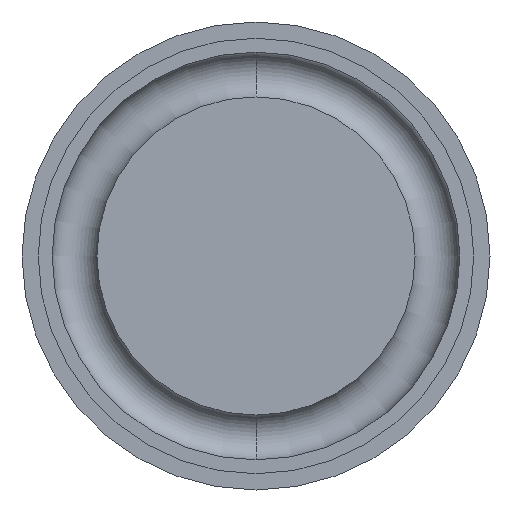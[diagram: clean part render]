
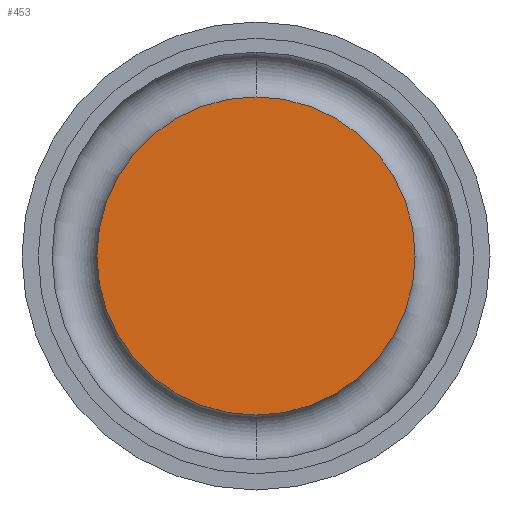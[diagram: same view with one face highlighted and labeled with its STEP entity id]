
A CAD part, left-side view. The second image highlights one B-rep face of the part: STEP entity #453.
In plain terms, the highlighted planar face has unit normal (-1, 0, 0).
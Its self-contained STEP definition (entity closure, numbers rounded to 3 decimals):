
#11 = CARTESIAN_POINT ( 'NONE',  ( -8.85, -27.86, 17.165 ) ) ;
#29 = VERTEX_POINT ( 'NONE', #11 ) ;
#55 = DIRECTION ( 'NONE',  ( 0., 0., 1. ) ) ;
#61 = AXIS2_PLACEMENT_3D ( 'NONE', #470, #432, #299 ) ;
#67 = EDGE_CURVE ( 'NONE', #281, #29, #533, .T. ) ;
#86 = ORIENTED_EDGE ( 'NONE', *, *, #529, .T. ) ;
#117 = FACE_OUTER_BOUND ( 'NONE', #127, .T. ) ;
#120 = CARTESIAN_POINT ( 'NONE',  ( -8.85, 0., 0. ) ) ;
#127 = EDGE_LOOP ( 'NONE', ( #86, #242 ) ) ;
#242 = ORIENTED_EDGE ( 'NONE', *, *, #67, .T. ) ;
#281 = VERTEX_POINT ( 'NONE', #476 ) ;
#282 = PLANE ( 'NONE',  #504 ) ;
#299 = DIRECTION ( 'NONE',  ( 0., 0., 1. ) ) ;
#341 = AXIS2_PLACEMENT_3D ( 'NONE', #425, #385, #55 ) ;
#356 = CIRCLE ( 'NONE', #341, 17.165 ) ;
#385 = DIRECTION ( 'NONE',  ( -1., 0., 0. ) ) ;
#404 = DIRECTION ( 'NONE',  ( 1., 0., 0. ) ) ;
#425 = CARTESIAN_POINT ( 'NONE',  ( -8.85, -27.86, 0. ) ) ;
#432 = DIRECTION ( 'NONE',  ( -1., 0., 0. ) ) ;
#453 = ADVANCED_FACE ( 'NONE', ( #117 ), #282, .F. ) ;
#470 = CARTESIAN_POINT ( 'NONE',  ( -8.85, -27.86, 0. ) ) ;
#476 = CARTESIAN_POINT ( 'NONE',  ( -8.85, -27.86, -17.165 ) ) ;
#492 = DIRECTION ( 'NONE',  ( 0., 0., -1. ) ) ;
#504 = AXIS2_PLACEMENT_3D ( 'NONE', #120, #404, #492 ) ;
#529 = EDGE_CURVE ( 'NONE', #29, #281, #356, .T. ) ;
#533 = CIRCLE ( 'NONE', #61, 17.165 ) ;
